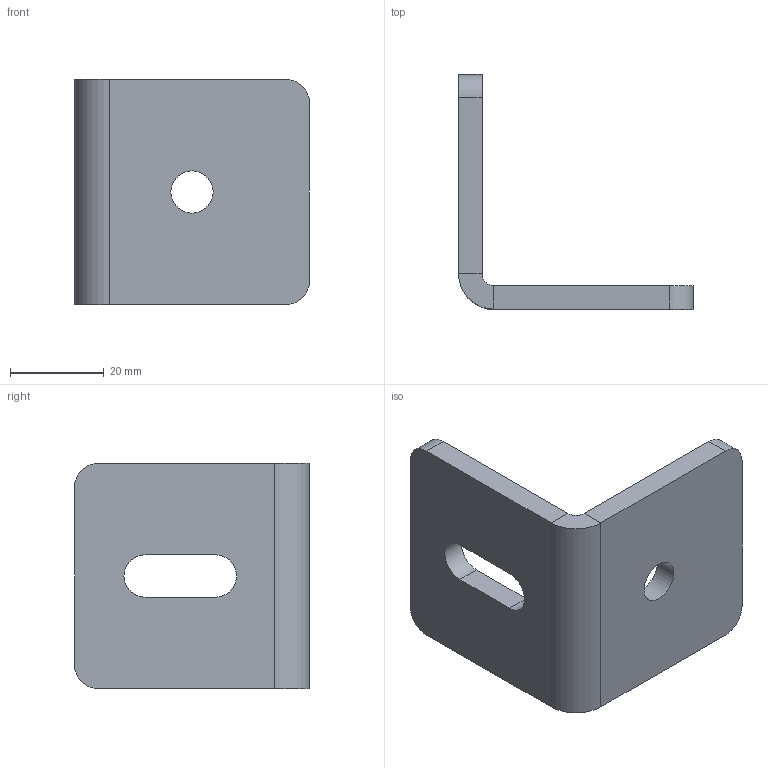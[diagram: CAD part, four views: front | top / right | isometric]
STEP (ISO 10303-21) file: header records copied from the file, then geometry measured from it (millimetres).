
FILE_DESCRIPTION (( 'STEP AP214' ), '1' );
FILE_NAME ('Óãîëîê 50 ñåðèÿ 1õ2 50õ50õ48õ5 óñèë.STEP', '2022-03-04T12:37:26', ( 'user' ), ( '' ), 'SwSTEP 2.0', 'SolidWorks 2021', '' );
FILE_SCHEMA (( 'AUTOMOTIVE_DESIGN' ));
Length unit declared in the file: millimetre
Products named in the file (1): Óãîëîê 50 ñåðèÿ 1õ2 50õ50õ48õ5 óñèë
Bounding box: 50 x 50 x 48 mm (x, y, z)
Volume: 20866.5 mm3; surface area: 10145 mm2
Topology: 1 solids, 1 shells, 24 faces, 58 edges, 36 vertices
Faces by surface type: plane 14, cylinder 10
Entity records: 740 total; most frequent: DIRECTION 128, CARTESIAN_POINT 119, ORIENTED_EDGE 116, EDGE_CURVE 58, AXIS2_PLACEMENT_3D 45, LINE 38, VECTOR 38, VERTEX_POINT 36
